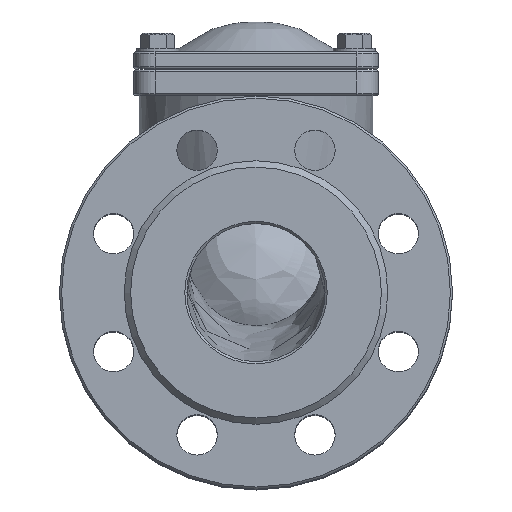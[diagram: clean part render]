
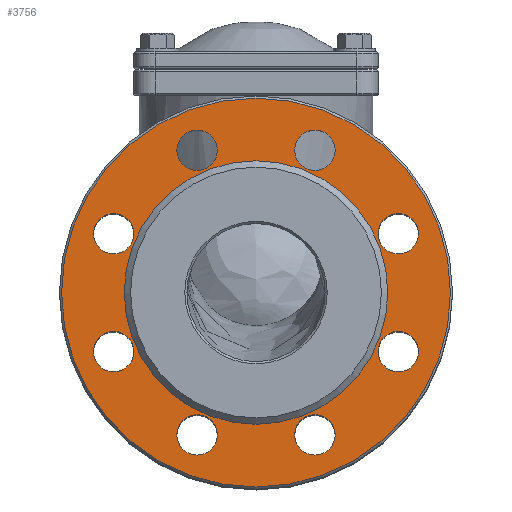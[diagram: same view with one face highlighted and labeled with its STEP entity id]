
A CAD part, top view. The second image highlights one B-rep face of the part: STEP entity #3756.
In plain terms, the highlighted planar face has unit normal (0, 0, 1).
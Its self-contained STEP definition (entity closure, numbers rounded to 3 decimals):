
#479=PLANE('',#4244);
#544=FACE_BOUND('',#1129,.T.);
#545=FACE_BOUND('',#1130,.T.);
#546=FACE_BOUND('',#1131,.T.);
#547=FACE_BOUND('',#1132,.T.);
#548=FACE_BOUND('',#1133,.T.);
#549=FACE_BOUND('',#1134,.T.);
#550=FACE_BOUND('',#1135,.T.);
#551=FACE_BOUND('',#1136,.T.);
#552=FACE_BOUND('',#1137,.T.);
#867=FACE_OUTER_BOUND('',#1128,.T.);
#1128=EDGE_LOOP('',(#3107));
#1129=EDGE_LOOP('',(#3108));
#1130=EDGE_LOOP('',(#3109));
#1131=EDGE_LOOP('',(#3110));
#1132=EDGE_LOOP('',(#3111));
#1133=EDGE_LOOP('',(#3112));
#1134=EDGE_LOOP('',(#3113));
#1135=EDGE_LOOP('',(#3114));
#1136=EDGE_LOOP('',(#3115));
#1137=EDGE_LOOP('',(#3116));
#1332=CIRCLE('',#4243,91.5);
#1333=CIRCLE('',#4245,62.);
#1334=CIRCLE('',#4246,9.5);
#1335=CIRCLE('',#4247,9.5);
#1336=CIRCLE('',#4248,9.5);
#1337=CIRCLE('',#4249,9.5);
#1338=CIRCLE('',#4250,9.5);
#1339=CIRCLE('',#4251,9.5);
#1340=CIRCLE('',#4252,9.5);
#1341=CIRCLE('',#4253,9.5);
#1733=VERTEX_POINT('',#8396);
#1734=VERTEX_POINT('',#8400);
#1735=VERTEX_POINT('',#8402);
#1736=VERTEX_POINT('',#8404);
#1737=VERTEX_POINT('',#8406);
#1738=VERTEX_POINT('',#8408);
#1739=VERTEX_POINT('',#8410);
#1740=VERTEX_POINT('',#8412);
#1741=VERTEX_POINT('',#8414);
#1742=VERTEX_POINT('',#8416);
#2202=EDGE_CURVE('',#1733,#1733,#1332,.T.);
#2203=EDGE_CURVE('',#1734,#1734,#1333,.T.);
#2204=EDGE_CURVE('',#1735,#1735,#1334,.T.);
#2205=EDGE_CURVE('',#1736,#1736,#1335,.T.);
#2206=EDGE_CURVE('',#1737,#1737,#1336,.T.);
#2207=EDGE_CURVE('',#1738,#1738,#1337,.T.);
#2208=EDGE_CURVE('',#1739,#1739,#1338,.T.);
#2209=EDGE_CURVE('',#1740,#1740,#1339,.T.);
#2210=EDGE_CURVE('',#1741,#1741,#1340,.T.);
#2211=EDGE_CURVE('',#1742,#1742,#1341,.T.);
#3107=ORIENTED_EDGE('',*,*,#2202,.T.);
#3108=ORIENTED_EDGE('',*,*,#2203,.T.);
#3109=ORIENTED_EDGE('',*,*,#2204,.T.);
#3110=ORIENTED_EDGE('',*,*,#2205,.T.);
#3111=ORIENTED_EDGE('',*,*,#2206,.T.);
#3112=ORIENTED_EDGE('',*,*,#2207,.T.);
#3113=ORIENTED_EDGE('',*,*,#2208,.T.);
#3114=ORIENTED_EDGE('',*,*,#2209,.T.);
#3115=ORIENTED_EDGE('',*,*,#2210,.T.);
#3116=ORIENTED_EDGE('',*,*,#2211,.T.);
#3756=ADVANCED_FACE('',(#867,#544,#545,#546,#547,#548,#549,#550,#551,#552),
#479,.T.);
#4243=AXIS2_PLACEMENT_3D('',#8398,#5122,#5123);
#4244=AXIS2_PLACEMENT_3D('',#8399,#5124,#5125);
#4245=AXIS2_PLACEMENT_3D('',#8401,#5126,#5127);
#4246=AXIS2_PLACEMENT_3D('',#8403,#5128,#5129);
#4247=AXIS2_PLACEMENT_3D('',#8405,#5130,#5131);
#4248=AXIS2_PLACEMENT_3D('',#8407,#5132,#5133);
#4249=AXIS2_PLACEMENT_3D('',#8409,#5134,#5135);
#4250=AXIS2_PLACEMENT_3D('',#8411,#5136,#5137);
#4251=AXIS2_PLACEMENT_3D('',#8413,#5138,#5139);
#4252=AXIS2_PLACEMENT_3D('',#8415,#5140,#5141);
#4253=AXIS2_PLACEMENT_3D('',#8417,#5142,#5143);
#5122=DIRECTION('center_axis',(0.,0.,1.));
#5123=DIRECTION('ref_axis',(-1.,0.,0.));
#5124=DIRECTION('center_axis',(0.,0.,1.));
#5125=DIRECTION('ref_axis',(1.,0.,0.));
#5126=DIRECTION('center_axis',(0.,0.,-1.));
#5127=DIRECTION('ref_axis',(-1.,0.,0.));
#5128=DIRECTION('center_axis',(0.,0.,-1.));
#5129=DIRECTION('ref_axis',(-1.,0.,0.));
#5130=DIRECTION('center_axis',(0.,0.,-1.));
#5131=DIRECTION('ref_axis',(-1.,0.,0.));
#5132=DIRECTION('center_axis',(0.,0.,-1.));
#5133=DIRECTION('ref_axis',(-1.,0.,0.));
#5134=DIRECTION('center_axis',(0.,0.,-1.));
#5135=DIRECTION('ref_axis',(-1.,0.,0.));
#5136=DIRECTION('center_axis',(0.,0.,-1.));
#5137=DIRECTION('ref_axis',(-1.,0.,0.));
#5138=DIRECTION('center_axis',(0.,0.,-1.));
#5139=DIRECTION('ref_axis',(-1.,0.,0.));
#5140=DIRECTION('center_axis',(0.,0.,-1.));
#5141=DIRECTION('ref_axis',(-1.,0.,0.));
#5142=DIRECTION('center_axis',(0.,0.,-1.));
#5143=DIRECTION('ref_axis',(-1.,0.,0.));
#8396=CARTESIAN_POINT('',(91.5,0.,237.));
#8398=CARTESIAN_POINT('Origin',(0.,0.,237.));
#8399=CARTESIAN_POINT('Origin',(0.,0.,237.));
#8400=CARTESIAN_POINT('',(62.,0.,237.));
#8401=CARTESIAN_POINT('Origin',(0.,0.,237.));
#8402=CARTESIAN_POINT('',(37.245,-66.981,237.));
#8403=CARTESIAN_POINT('Origin',(27.745,-66.981,237.));
#8404=CARTESIAN_POINT('',(-18.245,-66.981,237.));
#8405=CARTESIAN_POINT('Origin',(-27.745,-66.981,237.));
#8406=CARTESIAN_POINT('',(-57.481,-27.745,237.));
#8407=CARTESIAN_POINT('Origin',(-66.981,-27.745,237.));
#8408=CARTESIAN_POINT('',(-57.481,27.745,237.));
#8409=CARTESIAN_POINT('Origin',(-66.981,27.745,237.));
#8410=CARTESIAN_POINT('',(-18.245,66.981,237.));
#8411=CARTESIAN_POINT('Origin',(-27.745,66.981,237.));
#8412=CARTESIAN_POINT('',(37.245,66.981,237.));
#8413=CARTESIAN_POINT('Origin',(27.745,66.981,237.));
#8414=CARTESIAN_POINT('',(76.481,27.745,237.));
#8415=CARTESIAN_POINT('Origin',(66.981,27.745,237.));
#8416=CARTESIAN_POINT('',(76.481,-27.745,237.));
#8417=CARTESIAN_POINT('Origin',(66.981,-27.745,237.));
